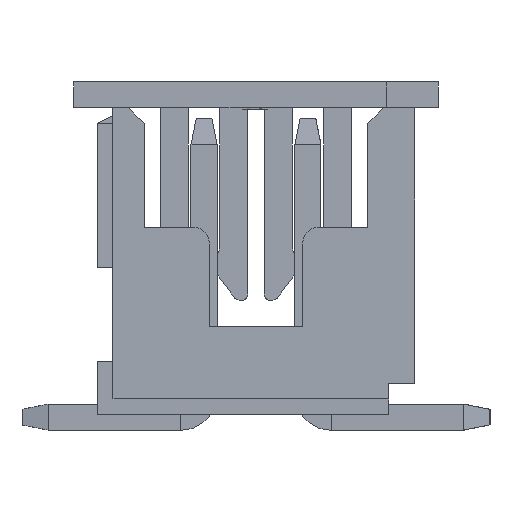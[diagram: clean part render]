
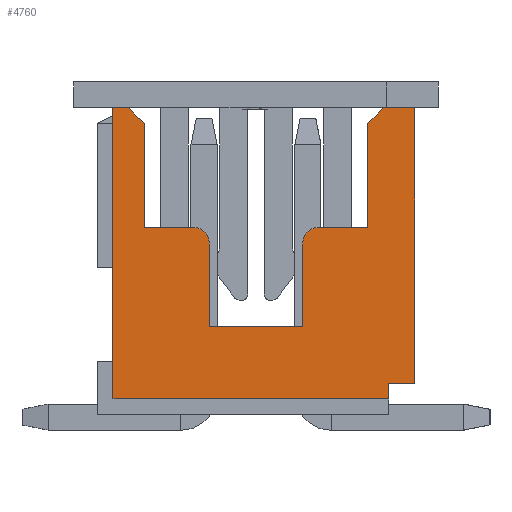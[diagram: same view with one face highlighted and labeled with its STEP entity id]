
A CAD part, left-side view. The second image highlights one B-rep face of the part: STEP entity #4760.
In plain terms, the highlighted planar face has unit normal (-1, 0, 0).
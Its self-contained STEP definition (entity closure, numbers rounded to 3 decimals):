
#3889=CARTESIAN_POINT('',(-11.,2.75,-1.4));
#3890=VERTEX_POINT('',#3889);
#3897=CARTESIAN_POINT('',(-11.,2.75,4.2));
#3898=VERTEX_POINT('',#3897);
#3899=CARTESIAN_POINT('',(-11.,2.75,-1.4));
#3900=DIRECTION('',(0.,0.,1.));
#3901=VECTOR('',#3900,5.6);
#3902=LINE('',#3899,#3901);
#3903=EDGE_CURVE('',#3890,#3898,#3902,.T.);
#4494=CARTESIAN_POINT('',(-11.,2.15,3.9));
#4495=VERTEX_POINT('',#4494);
#4496=CARTESIAN_POINT('',(-11.,2.15,1.9));
#4497=VERTEX_POINT('',#4496);
#4498=CARTESIAN_POINT('',(-11.,2.15,3.9));
#4499=DIRECTION('',(0.,0.,-1.));
#4500=VECTOR('',#4499,2.);
#4501=LINE('',#4498,#4500);
#4502=EDGE_CURVE('',#4495,#4497,#4501,.T.);
#4608=CARTESIAN_POINT('',(-11.,0.9,0.));
#4609=VERTEX_POINT('',#4608);
#4617=CARTESIAN_POINT('',(-11.,0.9,1.6));
#4618=VERTEX_POINT('',#4617);
#4625=CARTESIAN_POINT('',(-11.,0.9,1.6));
#4626=DIRECTION('',(0.,0.,-1.));
#4627=VECTOR('',#4626,1.6);
#4628=LINE('',#4625,#4627);
#4629=EDGE_CURVE('',#4618,#4609,#4628,.T.);
#4634=CARTESIAN_POINT('',(-11.,-0.15,1.4));
#4635=DIRECTION('',(0.,-1.,0.));
#4636=DIRECTION('',(-1.,0.,0.));
#4637=AXIS2_PLACEMENT_3D('',#4634,#4636,#4635);
#4638=PLANE('',#4637);
#4639=CARTESIAN_POINT('',(-11.,-2.15,1.9));
#4640=VERTEX_POINT('',#4639);
#4641=CARTESIAN_POINT('',(-11.,-1.2,1.9));
#4642=VERTEX_POINT('',#4641);
#4643=CARTESIAN_POINT('',(-11.,-2.15,1.9));
#4644=DIRECTION('',(0.,1.,0.));
#4645=VECTOR('',#4644,0.95);
#4646=LINE('',#4643,#4645);
#4647=EDGE_CURVE('',#4640,#4642,#4646,.T.);
#4648=ORIENTED_EDGE('',*,*,#4647,.T.);
#4649=CARTESIAN_POINT('',(-11.,-0.9,1.6));
#4650=VERTEX_POINT('',#4649);
#4651=CARTESIAN_POINT('',(-11.,-1.2,1.6));
#4652=DIRECTION('',(0.,0.,1.));
#4653=DIRECTION('',(-1.,0.,-0.));
#4654=AXIS2_PLACEMENT_3D('',#4651,#4653,#4652);
#4655=CIRCLE('',#4654,0.3);
#4656=EDGE_CURVE('',#4642,#4650,#4655,.T.);
#4657=ORIENTED_EDGE('',*,*,#4656,.T.);
#4658=CARTESIAN_POINT('',(-11.,-0.9,0.));
#4659=VERTEX_POINT('',#4658);
#4660=CARTESIAN_POINT('',(-11.,-0.9,1.6));
#4661=DIRECTION('',(0.,0.,-1.));
#4662=VECTOR('',#4661,1.6);
#4663=LINE('',#4660,#4662);
#4664=EDGE_CURVE('',#4650,#4659,#4663,.T.);
#4665=ORIENTED_EDGE('',*,*,#4664,.T.);
#4666=CARTESIAN_POINT('',(-11.,0.9,0.));
#4667=DIRECTION('',(0.,-1.,0.));
#4668=VECTOR('',#4667,1.8);
#4669=LINE('',#4666,#4668);
#4670=EDGE_CURVE('',#4609,#4659,#4669,.T.);
#4671=ORIENTED_EDGE('',*,*,#4670,.F.);
#4672=ORIENTED_EDGE('',*,*,#4629,.F.);
#4673=CARTESIAN_POINT('',(-11.,1.2,1.9));
#4674=VERTEX_POINT('',#4673);
#4675=CARTESIAN_POINT('',(-11.,1.2,1.6));
#4676=DIRECTION('',(0.,-1.,0.));
#4677=DIRECTION('',(-1.,0.,0.));
#4678=AXIS2_PLACEMENT_3D('',#4675,#4677,#4676);
#4679=CIRCLE('',#4678,0.3);
#4680=EDGE_CURVE('',#4618,#4674,#4679,.T.);
#4681=ORIENTED_EDGE('',*,*,#4680,.T.);
#4682=CARTESIAN_POINT('',(-11.,1.2,1.9));
#4683=DIRECTION('',(0.,1.,0.));
#4684=VECTOR('',#4683,0.95);
#4685=LINE('',#4682,#4684);
#4686=EDGE_CURVE('',#4674,#4497,#4685,.T.);
#4687=ORIENTED_EDGE('',*,*,#4686,.T.);
#4688=ORIENTED_EDGE('',*,*,#4502,.F.);
#4689=CARTESIAN_POINT('',(-11.,2.45,4.2));
#4690=VERTEX_POINT('',#4689);
#4691=CARTESIAN_POINT('',(-11.,2.15,3.9));
#4692=DIRECTION('',(0.,0.707,0.707));
#4693=VECTOR('',#4692,0.424);
#4694=LINE('',#4691,#4693);
#4695=EDGE_CURVE('',#4495,#4690,#4694,.T.);
#4696=ORIENTED_EDGE('',*,*,#4695,.T.);
#4697=CARTESIAN_POINT('',(-11.,2.45,4.2));
#4698=DIRECTION('',(0.,1.,0.));
#4699=VECTOR('',#4698,0.3);
#4700=LINE('',#4697,#4699);
#4701=EDGE_CURVE('',#4690,#3898,#4700,.T.);
#4702=ORIENTED_EDGE('',*,*,#4701,.T.);
#4703=ORIENTED_EDGE('',*,*,#3903,.F.);
#4704=CARTESIAN_POINT('',(-11.,-2.55,-1.4));
#4705=VERTEX_POINT('',#4704);
#4706=CARTESIAN_POINT('',(-11.,2.75,-1.4));
#4707=DIRECTION('',(0.,-1.,0.));
#4708=VECTOR('',#4707,5.3);
#4709=LINE('',#4706,#4708);
#4710=EDGE_CURVE('',#3890,#4705,#4709,.T.);
#4711=ORIENTED_EDGE('',*,*,#4710,.T.);
#4712=CARTESIAN_POINT('',(-11.,-2.55,-1.1));
#4713=VERTEX_POINT('',#4712);
#4714=CARTESIAN_POINT('',(-11.,-2.55,-1.4));
#4715=DIRECTION('',(0.,0.,1.));
#4716=VECTOR('',#4715,0.3);
#4717=LINE('',#4714,#4716);
#4718=EDGE_CURVE('',#4705,#4713,#4717,.T.);
#4719=ORIENTED_EDGE('',*,*,#4718,.T.);
#4720=CARTESIAN_POINT('',(-11.,-3.05,-1.1));
#4721=VERTEX_POINT('',#4720);
#4722=CARTESIAN_POINT('',(-11.,-2.55,-1.1));
#4723=DIRECTION('',(0.,-1.,0.));
#4724=VECTOR('',#4723,0.5);
#4725=LINE('',#4722,#4724);
#4726=EDGE_CURVE('',#4713,#4721,#4725,.T.);
#4727=ORIENTED_EDGE('',*,*,#4726,.T.);
#4728=CARTESIAN_POINT('',(-11.,-3.05,4.2));
#4729=VERTEX_POINT('',#4728);
#4730=CARTESIAN_POINT('',(-11.,-3.05,-1.1));
#4731=DIRECTION('',(0.,0.,1.));
#4732=VECTOR('',#4731,5.3);
#4733=LINE('',#4730,#4732);
#4734=EDGE_CURVE('',#4721,#4729,#4733,.T.);
#4735=ORIENTED_EDGE('',*,*,#4734,.T.);
#4736=CARTESIAN_POINT('',(-11.,-2.45,4.2));
#4737=VERTEX_POINT('',#4736);
#4738=CARTESIAN_POINT('',(-11.,-3.05,4.2));
#4739=DIRECTION('',(0.,1.,0.));
#4740=VECTOR('',#4739,0.6);
#4741=LINE('',#4738,#4740);
#4742=EDGE_CURVE('',#4729,#4737,#4741,.T.);
#4743=ORIENTED_EDGE('',*,*,#4742,.T.);
#4744=CARTESIAN_POINT('',(-11.,-2.15,3.9));
#4745=VERTEX_POINT('',#4744);
#4746=CARTESIAN_POINT('',(-11.,-2.45,4.2));
#4747=DIRECTION('',(0.,0.707,-0.707));
#4748=VECTOR('',#4747,0.424);
#4749=LINE('',#4746,#4748);
#4750=EDGE_CURVE('',#4737,#4745,#4749,.T.);
#4751=ORIENTED_EDGE('',*,*,#4750,.T.);
#4752=CARTESIAN_POINT('',(-11.,-2.15,3.9));
#4753=DIRECTION('',(0.,0.,-1.));
#4754=VECTOR('',#4753,2.);
#4755=LINE('',#4752,#4754);
#4756=EDGE_CURVE('',#4745,#4640,#4755,.T.);
#4757=ORIENTED_EDGE('',*,*,#4756,.T.);
#4758=EDGE_LOOP('',(#4648,#4657,#4665,#4671,#4672,#4681,#4687,#4688,#4696,#4702,#4703,#4711,#4719,#4727,#4735,#4743,#4751,#4757));
#4759=FACE_OUTER_BOUND('',#4758,.T.);
#4760=ADVANCED_FACE('',(#4759),#4638,.T.);
